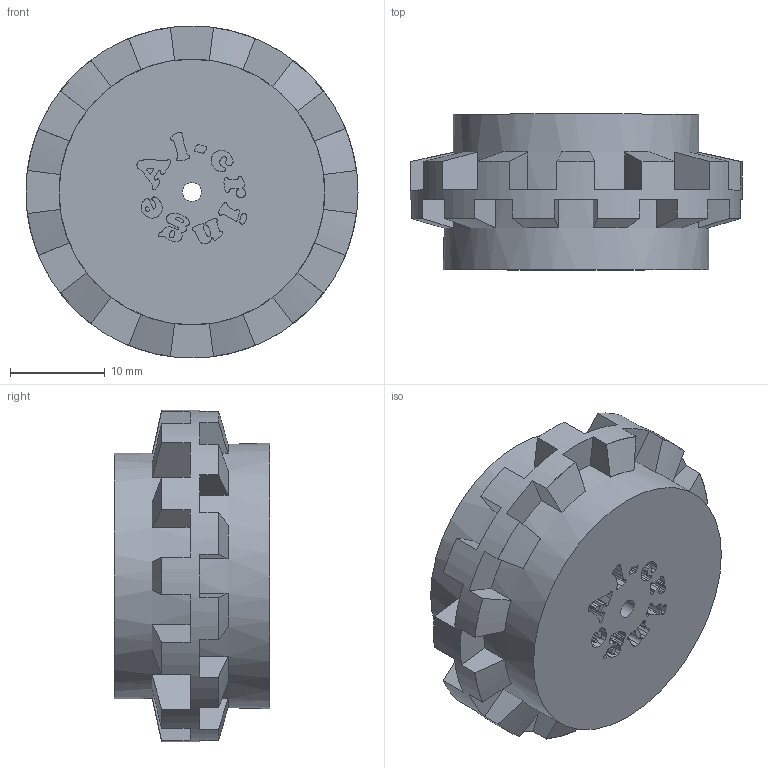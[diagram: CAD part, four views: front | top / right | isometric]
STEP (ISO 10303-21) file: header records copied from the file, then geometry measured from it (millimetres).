
FILE_DESCRIPTION(/* description */ (''),/* implementation_level */ '2;1');
FILE_NAME(/* name */ 'balon shina.step',/* time_stamp */ '2025-07-23T19:56:32+05:00',/* author */ (''),/* organization */ (''),/* preprocessor_version */ 'ST-DEVELOPER v20.1',/* originating_system */ 'Autodesk Translation Framework v14.10.0.0',/* authorisation */ '');
FILE_SCHEMA (('AUTOMOTIVE_DESIGN { 1 0 10303 214 3 1 1 }'));
Length unit declared in the file: millimetre
Products named in the file (1): Velg + Ban
Bounding box: 34.99 x 16.4 x 34.97 mm (x, y, z)
Volume: 6534.6 mm3; surface area: 6463.9 mm2
Topology: 5 solids, 5 shells, 527 faces, 1533 edges, 1022 vertices
Faces by surface type: bspline 333, plane 155, cone 24, cylinder 15
Full cylindrical faces by diameter (mm): 2 x2, 11 x1, 22 x2, 25.856 x1, 28 x1, 35 x1
Entity records: 21848 total; most frequent: CARTESIAN_POINT 10007, ORIENTED_EDGE 3066, EDGE_CURVE 1533, DIRECTION 1419, VERTEX_POINT 1022, B_SPLINE_CURVE_WITH_KNOTS 680, LINE 677, VECTOR 677
